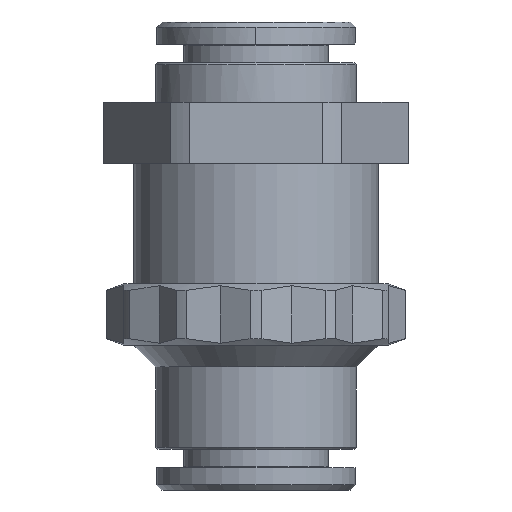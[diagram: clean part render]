
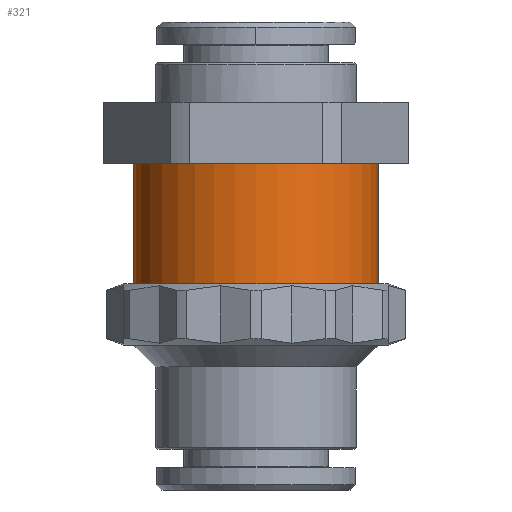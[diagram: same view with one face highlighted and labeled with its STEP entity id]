
A CAD part, left-side view. The second image highlights one B-rep face of the part: STEP entity #321.
In plain terms, the highlighted cylindrical face has radius 12 mm (diameter 24 mm), a partial arc.
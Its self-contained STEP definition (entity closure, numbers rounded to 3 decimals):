
#280=CARTESIAN_POINT('',(0.,0.,2.775));
#281=DIRECTION('',(0.,0.,1.0));
#282=DIRECTION('',(-1.0,0.0,0.0));
#283=AXIS2_PLACEMENT_3D('',#280,#281,#282);
#284=CYLINDRICAL_SURFACE('',#283,12.);
#285=CARTESIAN_POINT('',(-12.,0.,-0.15));
#286=VERTEX_POINT('',#285);
#287=CARTESIAN_POINT('',(-12.,0.,11.7));
#288=VERTEX_POINT('',#287);
#289=CARTESIAN_POINT('',(-12.,0.,-0.15));
#290=DIRECTION('',(0.0,0.0,1.0));
#291=VECTOR('',#290,11.85);
#292=LINE('',#289,#291);
#293=EDGE_CURVE('',#286,#288,#292,.T.);
#294=ORIENTED_EDGE('',*,*,#293,.F.);
#295=CARTESIAN_POINT('',(12.0,0.,-0.15));
#296=VERTEX_POINT('',#295);
#297=CARTESIAN_POINT('',(0.,0.,-0.15));
#298=DIRECTION('',(0.0,0.0,1.0));
#299=DIRECTION('',(-1.0,0.0,0.0));
#300=AXIS2_PLACEMENT_3D('',#297,#298,#299);
#301=CIRCLE('',#300,12.);
#302=EDGE_CURVE('',#286,#296,#301,.T.);
#303=ORIENTED_EDGE('',*,*,#302,.T.);
#304=CARTESIAN_POINT('',(12.,0.,11.7));
#305=VERTEX_POINT('',#304);
#306=CARTESIAN_POINT('',(12.,0.,11.7));
#307=DIRECTION('',(0.0,0.0,-1.0));
#308=VECTOR('',#307,11.85);
#309=LINE('',#306,#308);
#310=EDGE_CURVE('',#305,#296,#309,.T.);
#311=ORIENTED_EDGE('',*,*,#310,.F.);
#312=CARTESIAN_POINT('',(0.,0.,11.7));
#313=DIRECTION('',(0.0,0.0,1.0));
#314=DIRECTION('',(-1.0,0.0,0.0));
#315=AXIS2_PLACEMENT_3D('',#312,#313,#314);
#316=CIRCLE('',#315,12.0);
#317=EDGE_CURVE('',#288,#305,#316,.T.);
#318=ORIENTED_EDGE('',*,*,#317,.F.);
#319=EDGE_LOOP('',(#294,#303,#311,#318));
#320=FACE_OUTER_BOUND('',#319,.T.);
#321=ADVANCED_FACE('',(#320),#284,.T.);
